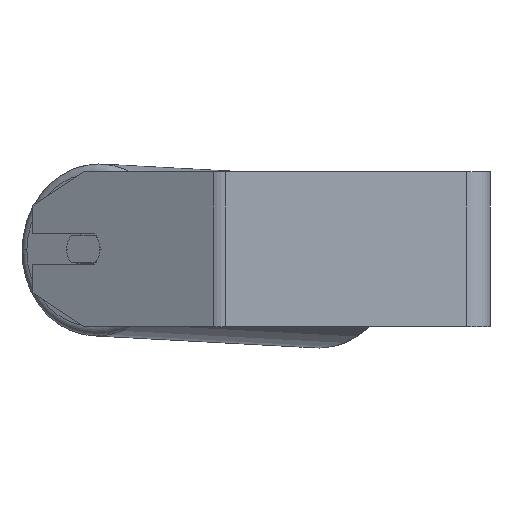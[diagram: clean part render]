
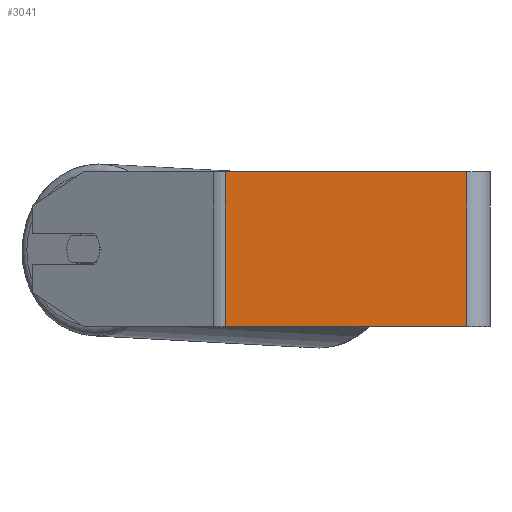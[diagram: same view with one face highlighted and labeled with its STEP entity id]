
A CAD part, left-side view. The second image highlights one B-rep face of the part: STEP entity #3041.
In plain terms, the highlighted planar face has unit normal (-1, 0, 0).
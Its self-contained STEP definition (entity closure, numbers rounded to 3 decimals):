
#57 = DIRECTION ( 'NONE',  ( 0., -1., 0. ) ) ;
#330 = EDGE_CURVE ( 'NONE', #6626, #357, #6253, .T. ) ;
#357 = VERTEX_POINT ( 'NONE', #2275 ) ;
#521 = DIRECTION ( 'NONE',  ( 0., 0., -1. ) ) ;
#716 = VERTEX_POINT ( 'NONE', #2854 ) ;
#1120 = LINE ( 'NONE', #2341, #4716 ) ;
#1154 = DIRECTION ( 'NONE',  ( 0., 0., -1. ) ) ;
#1237 = ORIENTED_EDGE ( 'NONE', *, *, #7184, .F. ) ;
#1245 = VECTOR ( 'NONE', #6904, 1000. ) ;
#1463 = FACE_OUTER_BOUND ( 'NONE', #2150, .T. ) ;
#1598 = CARTESIAN_POINT ( 'NONE',  ( -280., 12., 40. ) ) ;
#1833 = EDGE_CURVE ( 'NONE', #6955, #6626, #1120, .T. ) ;
#1904 = AXIS2_PLACEMENT_3D ( 'NONE', #4483, #3811, #6067 ) ;
#2135 = EDGE_CURVE ( 'NONE', #716, #357, #7166, .T. ) ;
#2150 = EDGE_LOOP ( 'NONE', ( #4986, #6518, #1237, #4543 ) ) ;
#2275 = CARTESIAN_POINT ( 'NONE',  ( -280., 12., -40. ) ) ;
#2341 = CARTESIAN_POINT ( 'NONE',  ( -280., 136.994, 40. ) ) ;
#2369 = VECTOR ( 'NONE', #57, 1000. ) ;
#2854 = CARTESIAN_POINT ( 'NONE',  ( -280., 12., 40. ) ) ;
#2912 = LINE ( 'NONE', #4713, #1245 ) ;
#3041 = ADVANCED_FACE ( 'NONE', ( #1463 ), #5401, .F. ) ;
#3811 = DIRECTION ( 'NONE',  ( 1., 0., 0. ) ) ;
#4483 = CARTESIAN_POINT ( 'NONE',  ( -280., 140.209, 40. ) ) ;
#4543 = ORIENTED_EDGE ( 'NONE', *, *, #1833, .T. ) ;
#4713 = CARTESIAN_POINT ( 'NONE',  ( -280., 140.209, 40. ) ) ;
#4716 = VECTOR ( 'NONE', #1154, 1000. ) ;
#4947 = VECTOR ( 'NONE', #521, 1000. ) ;
#4986 = ORIENTED_EDGE ( 'NONE', *, *, #330, .T. ) ;
#5401 = PLANE ( 'NONE',  #1904 ) ;
#5736 = CARTESIAN_POINT ( 'NONE',  ( -280., 140.209, -40. ) ) ;
#6067 = DIRECTION ( 'NONE',  ( 0., 0., -1. ) ) ;
#6253 = LINE ( 'NONE', #5736, #2369 ) ;
#6518 = ORIENTED_EDGE ( 'NONE', *, *, #2135, .F. ) ;
#6626 = VERTEX_POINT ( 'NONE', #6714 ) ;
#6714 = CARTESIAN_POINT ( 'NONE',  ( -280., 136.994, -40. ) ) ;
#6904 = DIRECTION ( 'NONE',  ( 0., -1., 0. ) ) ;
#6955 = VERTEX_POINT ( 'NONE', #7083 ) ;
#7083 = CARTESIAN_POINT ( 'NONE',  ( -280., 136.994, 40. ) ) ;
#7166 = LINE ( 'NONE', #1598, #4947 ) ;
#7184 = EDGE_CURVE ( 'NONE', #6955, #716, #2912, .T. ) ;
